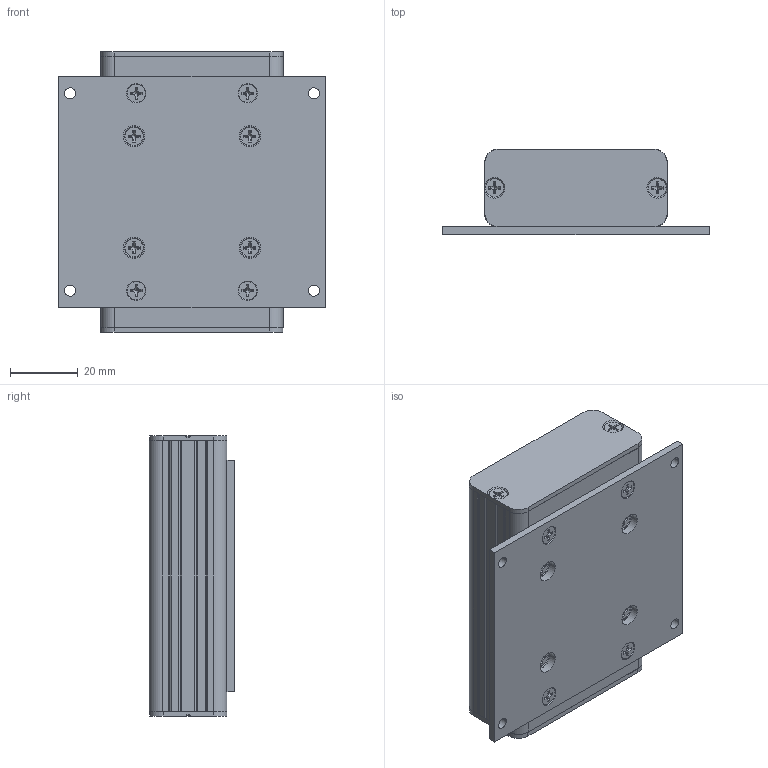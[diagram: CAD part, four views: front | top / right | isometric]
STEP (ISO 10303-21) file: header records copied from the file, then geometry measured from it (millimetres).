
FILE_DESCRIPTION (( 'STEP AP214' ), '1' );
FILE_NAME ('J-series Generic 3D Model.STEP', '2022-08-06T00:59:53', ( '' ), ( '' ), 'SwSTEP 2.0', 'SolidWorks 2022', '' );
FILE_SCHEMA (( 'AUTOMOTIVE_DESIGN' ));
Length unit declared in the file: inch
Products named in the file (6): J-series Generic 3D Model; Blank endplate; J730Box; 4-40_313 Phillips Flat Head Screw_91771A107; Flange (new); 4-40 SS FLAT UNDERCUT HEAD PHIL MACHINE SCREW_91099A152
Assembly tree (16 placements, depth 2):
  J-series Generic 3D Model
    J730Box
    Blank endplate  x2
    4-40_313 Phillips Flat Head Screw_91771A107  x4
    Flange (new)
    4-40 SS FLAT UNDERCUT HEAD PHIL MACHINE SCREW_91099A152  x8
Bounding box: 78.74 x 25.29 x 82.95 mm (x, y, z)
Volume: 36605.8 mm3; surface area: 45519.1 mm2
Topology: 16 solids, 16 shells, 855 faces, 2413 edges, 1582 vertices
Faces by surface type: cylinder 369, plane 314, cone 144, bspline 28
Entity records: 11490 total; most frequent: CARTESIAN_POINT 4054, ORIENTED_EDGE 1570, DIRECTION 1427, EDGE_CURVE 785, VERTEX_POINT 516, AXIS2_PLACEMENT_3D 500, VECTOR 427, LINE 427
